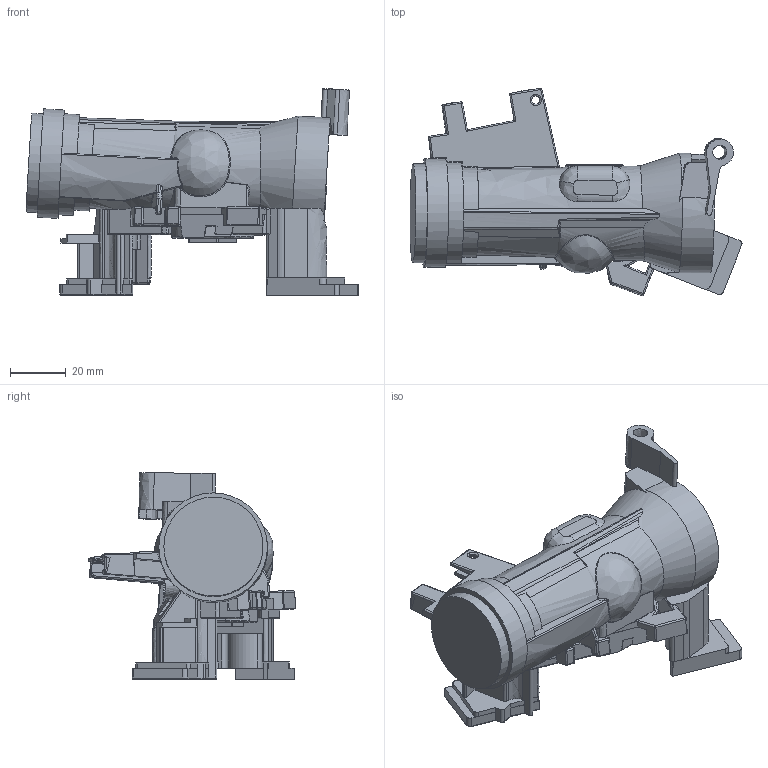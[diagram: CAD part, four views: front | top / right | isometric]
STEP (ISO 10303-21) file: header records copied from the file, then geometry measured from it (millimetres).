
FILE_DESCRIPTION(('STEP AP214'),'1');
FILE_NAME('22jm.stp','2019-05-31T03:29:09',(' '),(' '),'Spatial InterOp 3D',' ',' ');
FILE_SCHEMA(('automotive_design'));
Length unit declared in the file: millimetre
Products named in the file (1): 1
Bounding box: 118.59 x 74.09 x 73.88 mm (x, y, z)
Volume: 0.4 mm3; surface area: 31398.6 mm2
Topology: 1 solids, 2 shells, 669 faces, 1784 edges, 1097 vertices
Faces by surface type: bspline 669
Entity records: 33683 total; most frequent: CARTESIAN_POINT 19588, ORIENTED_EDGE 3504, DIRECTION 2206, EDGE_CURVE 1752, VERTEX_POINT 1085, LINE 776, VECTOR 776, AXIS2_PLACEMENT_3D 715
